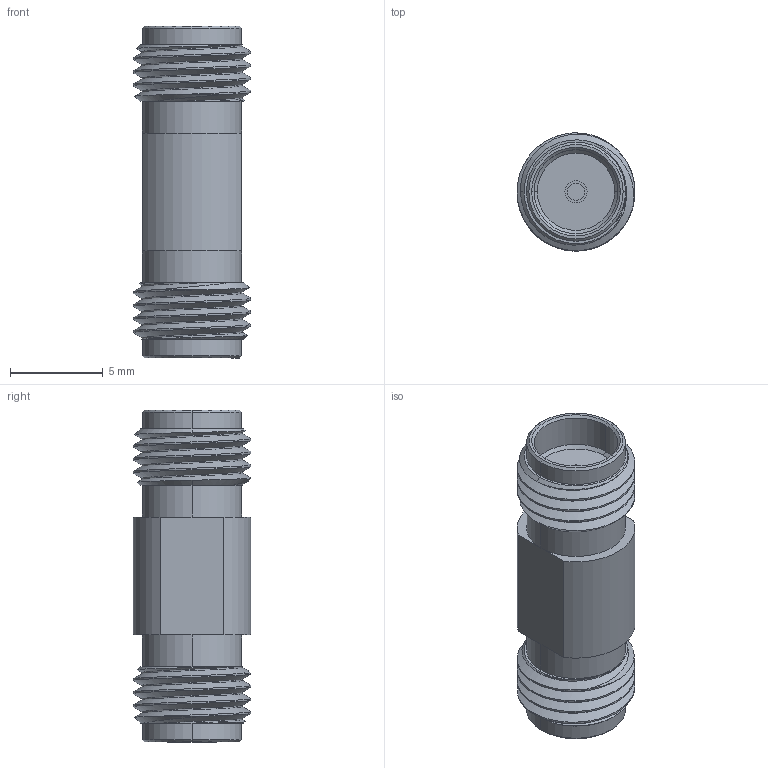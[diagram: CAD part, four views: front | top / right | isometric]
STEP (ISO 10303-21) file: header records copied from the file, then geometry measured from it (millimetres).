
FILE_DESCRIPTION (( 'STEP AP214' ), '1' );
FILE_NAME ('SM3325.STEP', '2018-03-09T16:16:55', ( '' ), ( '' ), 'SwSTEP 2.0', 'SolidWorks 2017', '' );
FILE_SCHEMA (( 'AUTOMOTIVE_DESIGN' ));
Length unit declared in the file: inch
Products named in the file (1): SM3325
Bounding box: 6.35 x 6.35 x 17.88 mm (x, y, z)
Volume: 381 mm3; surface area: 653.8 mm2
Topology: 3 solids, 3 shells, 110 faces, 266 edges, 170 vertices
Faces by surface type: cylinder 44, plane 36, cone 24, bspline 6
Entity records: 5214 total; most frequent: CARTESIAN_POINT 2633, ORIENTED_EDGE 532, DIRECTION 514, EDGE_CURVE 266, AXIS2_PLACEMENT_3D 205, VERTEX_POINT 170, EDGE_LOOP 122, FACE_OUTER_BOUND 110
